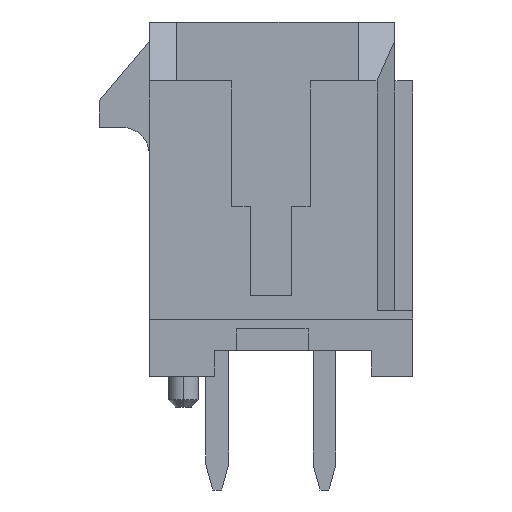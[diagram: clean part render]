
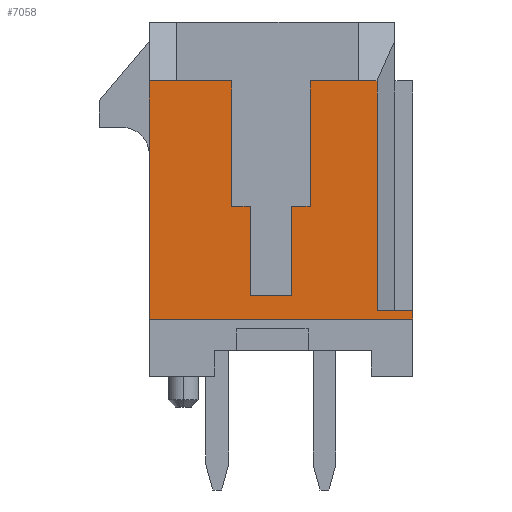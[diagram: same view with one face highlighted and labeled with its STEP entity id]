
A CAD part, left-side view. The second image highlights one B-rep face of the part: STEP entity #7058.
In plain terms, the highlighted planar face has unit normal (-1, 0, 0).
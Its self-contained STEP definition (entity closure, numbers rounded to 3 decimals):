
#1=DIRECTION('',(0.,0.,-1.));
#2=VECTOR('',#1,3.5);
#3=CARTESIAN_POINT('',(-13.825,-1.1,3.3));
#4=LINE('',#3,#2);
#5=DIRECTION('',(0.,1.,0.));
#6=VECTOR('',#5,1.35);
#7=CARTESIAN_POINT('',(-13.825,-2.45,3.3));
#8=LINE('',#7,#6);
#9=DIRECTION('',(0.,-1.,0.));
#10=VECTOR('',#9,0.52);
#11=CARTESIAN_POINT('',(-13.825,-2.45,3.3));
#12=LINE('',#11,#10);
#13=DIRECTION('',(0.,0.,-1.));
#14=VECTOR('',#13,6.41);
#15=CARTESIAN_POINT('',(-13.825,-2.97,3.3));
#16=LINE('',#15,#14);
#17=DIRECTION('',(0.,0.,-1.));
#18=VECTOR('',#17,0.25);
#19=CARTESIAN_POINT('',(-13.825,-3.97,-3.11));
#20=LINE('',#19,#18);
#21=DIRECTION('',(0.,1.,0.));
#22=VECTOR('',#21,7.37);
#23=CARTESIAN_POINT('',(-13.825,-3.97,-3.36));
#24=LINE('',#23,#22);
#25=DIRECTION('',(0.,0.,1.));
#26=VECTOR('',#25,6.66);
#27=CARTESIAN_POINT('',(-13.825,3.4,-3.36));
#28=LINE('',#27,#26);
#29=DIRECTION('',(0.,-1.,0.));
#30=VECTOR('',#29,0.76);
#31=CARTESIAN_POINT('',(-13.825,3.4,3.3));
#32=LINE('',#31,#30);
#33=DIRECTION('',(0.,1.,0.));
#34=VECTOR('',#33,1.54);
#35=CARTESIAN_POINT('',(-13.825,1.1,3.3));
#36=LINE('',#35,#34);
#37=DIRECTION('',(0.,0.,-1.));
#38=VECTOR('',#37,3.5);
#39=CARTESIAN_POINT('',(-13.825,1.1,3.3));
#40=LINE('',#39,#38);
#41=DIRECTION('',(0.,1.,0.));
#42=VECTOR('',#41,0.525);
#43=CARTESIAN_POINT('',(-13.825,0.575,-0.2));
#44=LINE('',#43,#42);
#45=DIRECTION('',(0.,0.,1.));
#46=VECTOR('',#45,2.5);
#47=CARTESIAN_POINT('',(-13.825,0.575,-2.7));
#48=LINE('',#47,#46);
#49=DIRECTION('',(0.,1.,0.));
#50=VECTOR('',#49,1.15);
#51=CARTESIAN_POINT('',(-13.825,-0.575,-2.7));
#52=LINE('',#51,#50);
#53=DIRECTION('',(0.,0.,-1.));
#54=VECTOR('',#53,2.5);
#55=CARTESIAN_POINT('',(-13.825,-0.575,-0.2));
#56=LINE('',#55,#54);
#57=DIRECTION('',(0.,1.,0.));
#58=VECTOR('',#57,0.525);
#59=CARTESIAN_POINT('',(-13.825,-1.1,-0.2));
#60=LINE('',#59,#58);
#2719=DIRECTION('',(0.,1.,0.));
#2720=VECTOR('',#2719,1.);
#2721=CARTESIAN_POINT('',(-13.825,-3.97,-3.11));
#2722=LINE('',#2721,#2720);
#5308=CARTESIAN_POINT('',(-13.825,3.4,3.3));
#5310=VERTEX_POINT('',#5308);
#5357=CARTESIAN_POINT('',(-13.825,-3.97,-3.11));
#5358=CARTESIAN_POINT('',(-13.825,-2.97,-3.11));
#5359=VERTEX_POINT('',#5357);
#5360=VERTEX_POINT('',#5358);
#5365=CARTESIAN_POINT('',(-13.825,2.64,3.3));
#5366=VERTEX_POINT('',#5365);
#5367=CARTESIAN_POINT('',(-13.825,-2.45,3.3));
#5368=VERTEX_POINT('',#5367);
#5601=CARTESIAN_POINT('',(-13.825,-1.1,3.3));
#5602=CARTESIAN_POINT('',(-13.825,-1.1,-0.2));
#5603=VERTEX_POINT('',#5601);
#5604=VERTEX_POINT('',#5602);
#5605=CARTESIAN_POINT('',(-13.825,-0.575,-0.2));
#5606=VERTEX_POINT('',#5605);
#5607=CARTESIAN_POINT('',(-13.825,-0.575,-2.7));
#5608=VERTEX_POINT('',#5607);
#5609=CARTESIAN_POINT('',(-13.825,0.575,-2.7));
#5610=VERTEX_POINT('',#5609);
#5611=CARTESIAN_POINT('',(-13.825,0.575,-0.2));
#5612=VERTEX_POINT('',#5611);
#5613=CARTESIAN_POINT('',(-13.825,1.1,-0.2));
#5614=VERTEX_POINT('',#5613);
#5615=CARTESIAN_POINT('',(-13.825,1.1,3.3));
#5616=VERTEX_POINT('',#5615);
#6853=CARTESIAN_POINT('',(-13.825,-3.97,-3.36));
#6854=CARTESIAN_POINT('',(-13.825,3.4,-3.36));
#6855=VERTEX_POINT('',#6853);
#6856=VERTEX_POINT('',#6854);
#6917=CARTESIAN_POINT('',(-13.825,-2.97,3.3));
#6918=VERTEX_POINT('',#6917);
#7019=CARTESIAN_POINT('',(-13.825,0.,0.));
#7020=DIRECTION('',(1.,0.,0.));
#7021=DIRECTION('',(0.,0.,-1.));
#7022=AXIS2_PLACEMENT_3D('',#7019,#7020,#7021);
#7023=PLANE('',#7022);
#7025=ORIENTED_EDGE('',*,*,#7024,.F.);
#7027=ORIENTED_EDGE('',*,*,#7026,.F.);
#7029=ORIENTED_EDGE('',*,*,#7028,.T.);
#7031=ORIENTED_EDGE('',*,*,#7030,.T.);
#7033=ORIENTED_EDGE('',*,*,#7032,.F.);
#7035=ORIENTED_EDGE('',*,*,#7034,.T.);
#7037=ORIENTED_EDGE('',*,*,#7036,.T.);
#7039=ORIENTED_EDGE('',*,*,#7038,.T.);
#7041=ORIENTED_EDGE('',*,*,#7040,.T.);
#7043=ORIENTED_EDGE('',*,*,#7042,.F.);
#7045=ORIENTED_EDGE('',*,*,#7044,.T.);
#7047=ORIENTED_EDGE('',*,*,#7046,.F.);
#7049=ORIENTED_EDGE('',*,*,#7048,.F.);
#7051=ORIENTED_EDGE('',*,*,#7050,.F.);
#7053=ORIENTED_EDGE('',*,*,#7052,.F.);
#7055=ORIENTED_EDGE('',*,*,#7054,.F.);
#7056=EDGE_LOOP('',(#7025,#7027,#7029,#7031,#7033,#7035,#7037,#7039,#7041,#7043,
#7045,#7047,#7049,#7051,#7053,#7055));
#7057=FACE_OUTER_BOUND('',#7056,.F.);
#7058=ADVANCED_FACE('',(#7057),#7023,.F.);
#7024=EDGE_CURVE('',#5603,#5604,#4,.T.);
#7026=EDGE_CURVE('',#5368,#5603,#8,.T.);
#7028=EDGE_CURVE('',#5368,#6918,#12,.T.);
#7030=EDGE_CURVE('',#6918,#5360,#16,.T.);
#7032=EDGE_CURVE('',#5359,#5360,#2722,.T.);
#7034=EDGE_CURVE('',#5359,#6855,#20,.T.);
#7036=EDGE_CURVE('',#6855,#6856,#24,.T.);
#7038=EDGE_CURVE('',#6856,#5310,#28,.T.);
#7040=EDGE_CURVE('',#5310,#5366,#32,.T.);
#7042=EDGE_CURVE('',#5616,#5366,#36,.T.);
#7044=EDGE_CURVE('',#5616,#5614,#40,.T.);
#7046=EDGE_CURVE('',#5612,#5614,#44,.T.);
#7048=EDGE_CURVE('',#5610,#5612,#48,.T.);
#7050=EDGE_CURVE('',#5608,#5610,#52,.T.);
#7052=EDGE_CURVE('',#5606,#5608,#56,.T.);
#7054=EDGE_CURVE('',#5604,#5606,#60,.T.);
